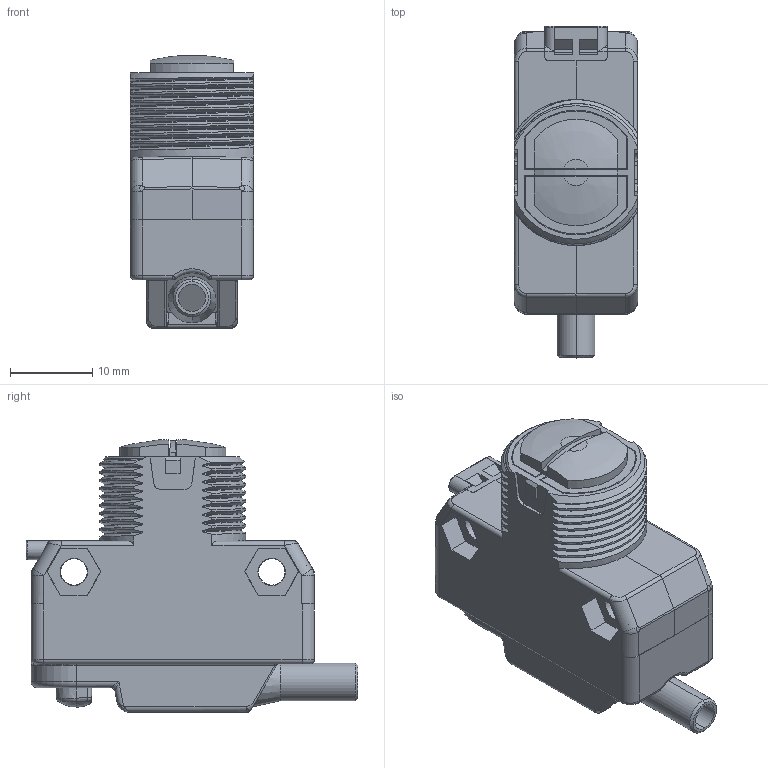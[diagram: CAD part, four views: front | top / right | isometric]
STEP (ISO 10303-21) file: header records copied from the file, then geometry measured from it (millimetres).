
FILE_DESCRIPTION((''),'2;1');
FILE_NAME('139443_SM01_ASM','2022-04-28T14:01:20',('PDMAdmin'),('BANNER ENGINEERING'),'CREO PARAMETRIC BY PTC INC, 2019292','CREO PARAMETRIC BY PTC INC, 2019292','');
FILE_SCHEMA(('CONFIG_CONTROL_DESIGN'));
Length unit declared in the file: millimetre
Products named in the file (2): 139443_EP01; 139443_SM01_ASM
Assembly tree (1 placements, depth 2):
  139443_SM01_ASM
    139443_EP01
Bounding box: 15 x 40.41 x 33.2 mm (x, y, z)
Volume: 11123.8 mm3; surface area: 4531.4 mm2
Topology: 1 solids, 1 shells, 430 faces, 1101 edges, 683 vertices
Faces by surface type: plane 144, cylinder 125, bspline 107, cone 23, torus 18, sphere 11, revolution 2
Entity records: 19395 total; most frequent: CARTESIAN_POINT 9773, ORIENTED_EDGE 2196, DIRECTION 1657, EDGE_CURVE 1098, VERTEX_POINT 683, AXIS2_PLACEMENT_3D 552, VECTOR 551, LINE 551
